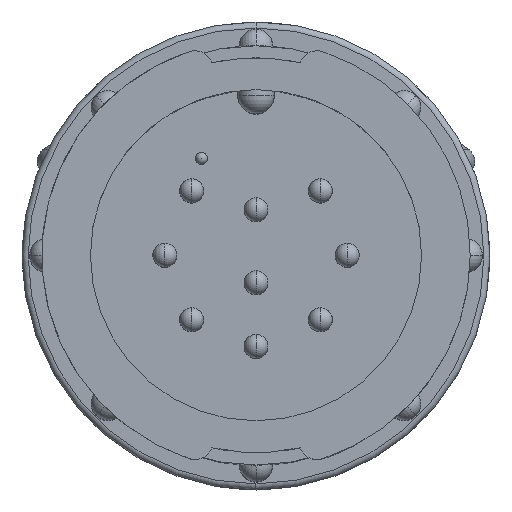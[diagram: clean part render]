
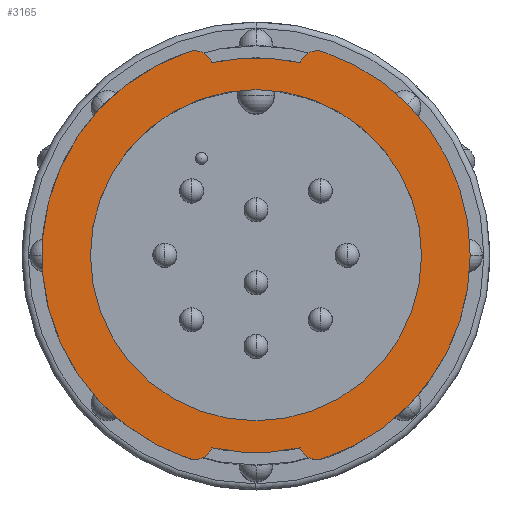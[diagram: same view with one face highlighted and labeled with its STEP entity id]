
A CAD part, top view. The second image highlights one B-rep face of the part: STEP entity #3165.
In plain terms, the highlighted planar face has unit normal (0, 0, 1).
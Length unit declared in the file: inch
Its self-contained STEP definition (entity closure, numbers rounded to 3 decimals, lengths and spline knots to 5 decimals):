
#1456 = CARTESIAN_POINT ( 'NONE',  ( 0., 0., 0. ) ) ;
#1460 = DIRECTION ( 'NONE',  ( 0., 0., 1. ) ) ;
#1461 = DIRECTION ( 'NONE',  ( 1., 0., 0. ) ) ;
#1504 = CARTESIAN_POINT ( 'NONE',  ( 0., 0., 0. ) ) ;
#1505 = DIRECTION ( 'NONE',  ( 0., 0., 1. ) ) ;
#1506 = DIRECTION ( 'NONE',  ( 1., 0., 0. ) ) ;
#1516 = CARTESIAN_POINT ( 'NONE',  ( 0., 0., 0. ) ) ;
#1520 = DIRECTION ( 'NONE',  ( 0., 0., 1. ) ) ;
#1521 = DIRECTION ( 'NONE',  ( 1., 0., 0. ) ) ;
#2843 = CIRCLE ( 'NONE', #10887, 0.325 ) ;
#3014 = CIRCLE ( 'NONE', #7625, 0.3525 ) ;
#3020 = CIRCLE ( 'NONE', #7624, 0.03 ) ;
#3029 = CIRCLE ( 'NONE', #4741, 0.3525 ) ;
#3034 = CIRCLE ( 'NONE', #4740, 0.2725 ) ;
#3047 = CIRCLE ( 'NONE', #7627, 0.03 ) ;
#3165 = ADVANCED_FACE ( 'NONE', ( #9545, #9540 ), #6919, .F. ) ;
#3972 = CARTESIAN_POINT ( 'NONE',  ( 0., 0., 0. ) ) ;
#3973 = DIRECTION ( 'NONE',  ( 0., 0., 1. ) ) ;
#3974 = DIRECTION ( 'NONE',  ( 1., 0., 0. ) ) ;
#3984 = CARTESIAN_POINT ( 'NONE',  ( 0., 0., 0. ) ) ;
#3988 = DIRECTION ( 'NONE',  ( 0., 0., 1. ) ) ;
#3989 = DIRECTION ( 'NONE',  ( 1., 0., 0. ) ) ;
#3999 = CARTESIAN_POINT ( 'NONE',  ( 0., 0., 0. ) ) ;
#4003 = DIRECTION ( 'NONE',  ( 0., 0., 1. ) ) ;
#4004 = DIRECTION ( 'NONE',  ( 1., 0., 0. ) ) ;
#4029 = CARTESIAN_POINT ( 'NONE',  ( 0.10063, 0.3064, 0. ) ) ;
#4030 = DIRECTION ( 'NONE',  ( 0., 0., -1. ) ) ;
#4031 = DIRECTION ( 'NONE',  ( 1., 0., 0. ) ) ;
#4032 = CARTESIAN_POINT ( 'NONE',  ( -0.10063, 0.3064, 0. ) ) ;
#4033 = DIRECTION ( 'NONE',  ( 0., 0., 1. ) ) ;
#4034 = DIRECTION ( 'NONE',  ( 1., 0., 0. ) ) ;
#4062 = CARTESIAN_POINT ( 'NONE',  ( -0.10063, -0.3064, 0. ) ) ;
#4066 = DIRECTION ( 'NONE',  ( 0., 0., -1. ) ) ;
#4067 = DIRECTION ( 'NONE',  ( 1., 0., 0. ) ) ;
#4068 = CARTESIAN_POINT ( 'NONE',  ( 0., 0., 0. ) ) ;
#4069 = DIRECTION ( 'NONE',  ( 0., 0., -1. ) ) ;
#4070 = DIRECTION ( 'NONE',  ( 1., 0., 0. ) ) ;
#4071 = CARTESIAN_POINT ( 'NONE',  ( 0.10063, -0.3064, 0. ) ) ;
#4075 = DIRECTION ( 'NONE',  ( 0., 0., 1. ) ) ;
#4076 = DIRECTION ( 'NONE',  ( 1., 0., 0. ) ) ;
#4740 = AXIS2_PLACEMENT_3D ( 'NONE', #3972, #3973, #3974 ) ;
#4741 = AXIS2_PLACEMENT_3D ( 'NONE', #3984, #3988, #3989 ) ;
#4784 = VERTEX_POINT ( 'NONE', #6975 ) ;
#4795 = VERTEX_POINT ( 'NONE', #6986 ) ;
#4804 = VERTEX_POINT ( 'NONE', #6995 ) ;
#4823 = VERTEX_POINT ( 'NONE', #7014 ) ;
#4827 = VERTEX_POINT ( 'NONE', #7018 ) ;
#6919 = PLANE ( 'NONE',  #9538 ) ;
#6920 = CARTESIAN_POINT ( 'NONE',  ( 0., 0.2725, 0. ) ) ;
#6921 = DIRECTION ( 'NONE',  ( 0., 0., -1. ) ) ;
#6922 = DIRECTION ( 'NONE',  ( -1., 0., 0. ) ) ;
#6975 = CARTESIAN_POINT ( 'NONE',  ( -0.11, -0.3349, 0. ) ) ;
#6986 = CARTESIAN_POINT ( 'NONE',  ( -0.11, 0.3349, 0. ) ) ;
#6995 = CARTESIAN_POINT ( 'NONE',  ( 0.0725, -0.31681, 0. ) ) ;
#7014 = CARTESIAN_POINT ( 'NONE',  ( -0.0725, -0.31681, 0. ) ) ;
#7018 = CARTESIAN_POINT ( 'NONE',  ( 0.11, 0.3349, 0. ) ) ;
#7151 = CARTESIAN_POINT ( 'NONE',  ( -0.2725, 0., 0. ) ) ;
#7155 = CARTESIAN_POINT ( 'NONE',  ( 0.11, -0.3349, 0. ) ) ;
#7156 = CARTESIAN_POINT ( 'NONE',  ( 0.3525, 0., 0. ) ) ;
#7171 = CARTESIAN_POINT ( 'NONE',  ( 0.0725, 0.31681, 0. ) ) ;
#7172 = CARTESIAN_POINT ( 'NONE',  ( -0.0725, 0.31681, 0. ) ) ;
#7433 = CARTESIAN_POINT ( 'NONE',  ( 0.2725, 0., 0. ) ) ;
#7592 = CIRCLE ( 'NONE', #10865, 0.2725 ) ;
#7595 = CIRCLE ( 'NONE', #10874, 0.3525 ) ;
#7624 = AXIS2_PLACEMENT_3D ( 'NONE', #4032, #4033, #4034 ) ;
#7625 = AXIS2_PLACEMENT_3D ( 'NONE', #3999, #4003, #4004 ) ;
#7627 = AXIS2_PLACEMENT_3D ( 'NONE', #4029, #4030, #4031 ) ;
#7673 = AXIS2_PLACEMENT_3D ( 'NONE', #4071, #4075, #4076 ) ;
#7697 = AXIS2_PLACEMENT_3D ( 'NONE', #4062, #4066, #4067 ) ;
#7698 = AXIS2_PLACEMENT_3D ( 'NONE', #4068, #4069, #4070 ) ;
#7720 = EDGE_LOOP ( 'NONE', ( #8577, #8578 ) ) ;
#7723 = EDGE_LOOP ( 'NONE', ( #8586, #8585, #8584, #8587, #8583, #8582, #8581, #8580, #8579 ) ) ;
#8009 = VERTEX_POINT ( 'NONE', #7151 ) ;
#8013 = VERTEX_POINT ( 'NONE', #7155 ) ;
#8014 = VERTEX_POINT ( 'NONE', #7156 ) ;
#8029 = VERTEX_POINT ( 'NONE', #7171 ) ;
#8030 = VERTEX_POINT ( 'NONE', #7172 ) ;
#8577 = ORIENTED_EDGE ( 'NONE', *, *, #11169, .F. ) ;
#8578 = ORIENTED_EDGE ( 'NONE', *, *, #9174, .F. ) ;
#8579 = ORIENTED_EDGE ( 'NONE', *, *, #11203, .T. ) ;
#8580 = ORIENTED_EDGE ( 'NONE', *, *, #11201, .F. ) ;
#8581 = ORIENTED_EDGE ( 'NONE', *, *, #11200, .F. ) ;
#8582 = ORIENTED_EDGE ( 'NONE', *, *, #11174, .T. ) ;
#8583 = ORIENTED_EDGE ( 'NONE', *, *, #11189, .T. ) ;
#8584 = ORIENTED_EDGE ( 'NONE', *, *, #11188, .F. ) ;
#8585 = ORIENTED_EDGE ( 'NONE', *, *, #11179, .T. ) ;
#8586 = ORIENTED_EDGE ( 'NONE', *, *, #9169, .T. ) ;
#8587 = ORIENTED_EDGE ( 'NONE', *, *, #9154, .T. ) ;
#8809 = VERTEX_POINT ( 'NONE', #7433 ) ;
#8894 = CIRCLE ( 'NONE', #7673, 0.03 ) ;
#8895 = CIRCLE ( 'NONE', #7698, 0.325 ) ;
#8896 = CIRCLE ( 'NONE', #7697, 0.03 ) ;
#9154 = EDGE_CURVE ( 'NONE', #8029, #8030, #2843, .T. ) ;
#9169 = EDGE_CURVE ( 'NONE', #8013, #8014, #7595, .T. ) ;
#9174 = EDGE_CURVE ( 'NONE', #8009, #8809, #7592, .T. ) ;
#9538 = AXIS2_PLACEMENT_3D ( 'NONE', #6920, #6921, #6922 ) ;
#9540 = FACE_BOUND ( 'NONE', #7720, .T. ) ;
#9545 = FACE_OUTER_BOUND ( 'NONE', #7723, .T. ) ;
#10865 = AXIS2_PLACEMENT_3D ( 'NONE', #1516, #1520, #1521 ) ;
#10874 = AXIS2_PLACEMENT_3D ( 'NONE', #1504, #1505, #1506 ) ;
#10887 = AXIS2_PLACEMENT_3D ( 'NONE', #1456, #1460, #1461 ) ;
#11169 = EDGE_CURVE ( 'NONE', #8809, #8009, #3034, .T. ) ;
#11174 = EDGE_CURVE ( 'NONE', #4795, #4784, #3029, .T. ) ;
#11179 = EDGE_CURVE ( 'NONE', #8014, #4827, #3014, .T. ) ;
#11188 = EDGE_CURVE ( 'NONE', #8029, #4827, #3047, .T. ) ;
#11189 = EDGE_CURVE ( 'NONE', #8030, #4795, #3020, .T. ) ;
#11200 = EDGE_CURVE ( 'NONE', #4823, #4784, #8896, .T. ) ;
#11201 = EDGE_CURVE ( 'NONE', #4804, #4823, #8895, .T. ) ;
#11203 = EDGE_CURVE ( 'NONE', #4804, #8013, #8894, .T. ) ;
